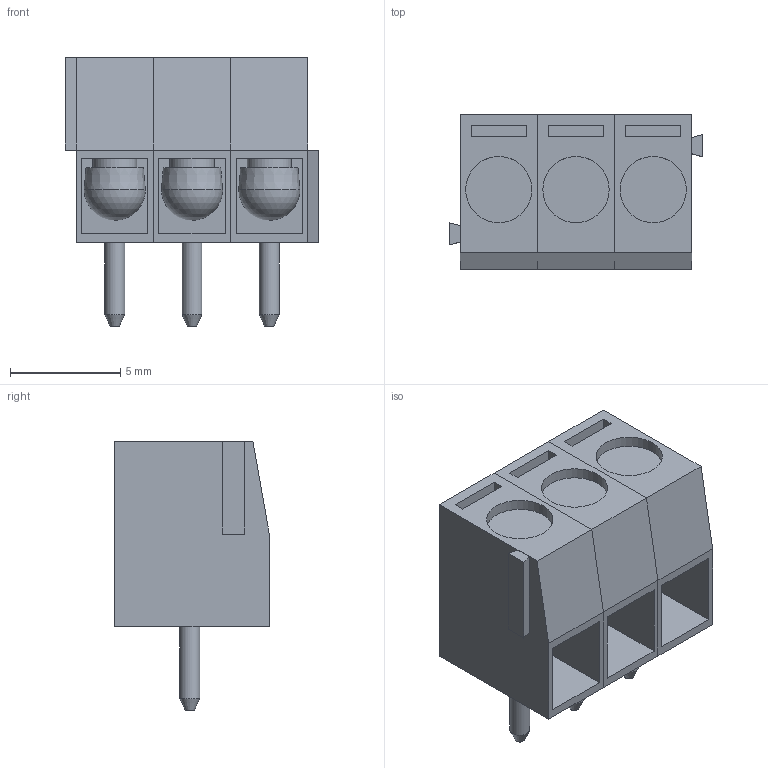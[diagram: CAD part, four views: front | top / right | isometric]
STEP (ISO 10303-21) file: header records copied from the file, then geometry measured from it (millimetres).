
FILE_DESCRIPTION(/* description */ ('Alibre Inc.'),/* implementation_level */ '2;1');
FILE_NAME(/* name */ 'export0',/* time_stamp */ '2017-02-13T13:01:19+08:00',/* author */ (''),/* organization */ (''),/* preprocessor_version */ 'ST-DEVELOPER v14',/* originating_system */ 'Alibre',/* authorisation */ '');
FILE_SCHEMA (('AUTOMOTIVE_DESIGN'));
Length unit declared in the file: centimetre
Bounding box: 11.5 x 7 x 12.2 mm (x, y, z)
Volume: 382.1 mm3; surface area: 1314.4 mm2
Topology: 8 solids, 8 shells, 99 faces, 210 edges, 136 vertices
Faces by surface type: plane 78, cylinder 12, cone 6, sphere 3
Full cylindrical faces by diameter (mm): 0.9 x3, 2 x3, 3 x6
Entity records: 1200 total; most frequent: CARTESIAN_POINT 183, DIRECTION 162, ORIENTED_EDGE 154, EDGE_CURVE 77, AXIS2_PLACEMENT_3D 66, VECTOR 63, LINE 63, VERTEX_POINT 54
